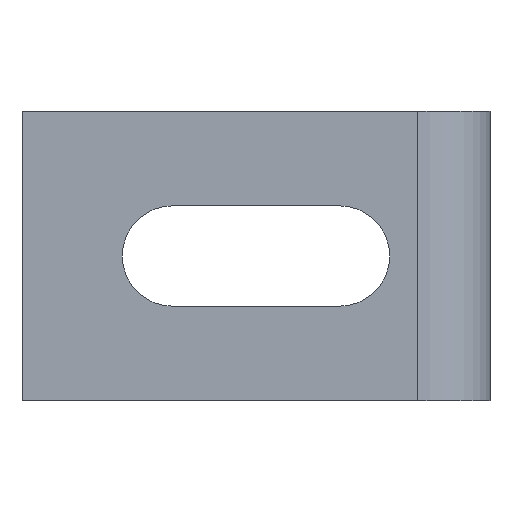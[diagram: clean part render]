
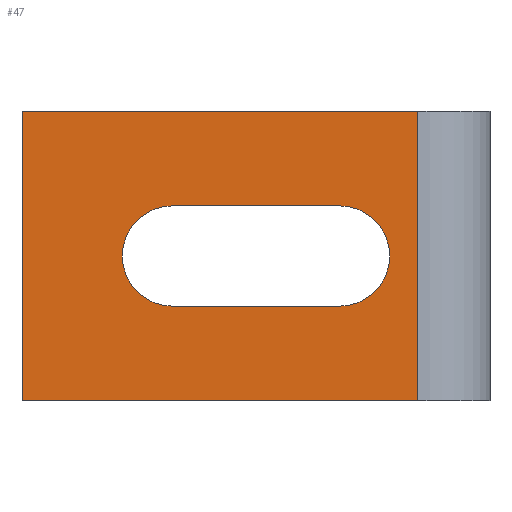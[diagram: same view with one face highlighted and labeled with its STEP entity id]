
A CAD part, left-side view. The second image highlights one B-rep face of the part: STEP entity #47.
In plain terms, the highlighted planar face has unit normal (-1, 0, 0).
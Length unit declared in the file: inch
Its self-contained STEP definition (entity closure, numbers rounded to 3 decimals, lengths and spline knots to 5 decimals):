
#47=ADVANCED_FACE('',(#106,#107),#108,.T.);
#106=FACE_BOUND('',#180,.T.);
#107=FACE_OUTER_BOUND('',#181,.T.);
#108=PLANE('',#182);
#180=EDGE_LOOP('',(#253,#254,#255,#256,#257,#258));
#181=EDGE_LOOP('',(#259,#260,#261,#262));
#182=AXIS2_PLACEMENT_3D('',#263,#264,#265);
#253=ORIENTED_EDGE('',*,*,#439,.T.);
#254=ORIENTED_EDGE('',*,*,#440,.T.);
#255=ORIENTED_EDGE('',*,*,#441,.T.);
#256=ORIENTED_EDGE('',*,*,#442,.T.);
#257=ORIENTED_EDGE('',*,*,#443,.T.);
#258=ORIENTED_EDGE('',*,*,#444,.T.);
#259=ORIENTED_EDGE('',*,*,#445,.T.);
#260=ORIENTED_EDGE('',*,*,#446,.F.);
#261=ORIENTED_EDGE('',*,*,#447,.F.);
#262=ORIENTED_EDGE('',*,*,#448,.T.);
#263=CARTESIAN_POINT('',(0.,1.51563,0.0));
#264=DIRECTION('',(-1.0,0.0,0.0));
#265=DIRECTION('',(0.0,1.0,0.0));
#439=EDGE_CURVE('',#518,#519,#520,.T.);
#440=EDGE_CURVE('',#519,#521,#522,.T.);
#441=EDGE_CURVE('',#521,#523,#524,.T.);
#442=EDGE_CURVE('',#523,#525,#526,.T.);
#443=EDGE_CURVE('',#525,#527,#528,.T.);
#444=EDGE_CURVE('',#527,#518,#529,.T.);
#445=EDGE_CURVE('',#530,#531,#532,.T.);
#446=EDGE_CURVE('',#533,#531,#534,.T.);
#447=EDGE_CURVE('',#535,#533,#536,.T.);
#448=EDGE_CURVE('',#535,#530,#537,.T.);
#518=VERTEX_POINT('',#631);
#519=VERTEX_POINT('',#632);
#520=CIRCLE('',#633,0.28125);
#521=VERTEX_POINT('',#634);
#522=CIRCLE('',#635,0.28125);
#523=VERTEX_POINT('',#636);
#524=LINE('',#637,#638);
#525=VERTEX_POINT('',#639);
#526=CIRCLE('',#640,0.28125);
#527=VERTEX_POINT('',#641);
#528=CIRCLE('',#642,0.28125);
#529=LINE('',#643,#644);
#530=VERTEX_POINT('',#645);
#531=VERTEX_POINT('',#646);
#532=LINE('',#647,#648);
#533=VERTEX_POINT('',#649);
#534=LINE('',#650,#651);
#535=VERTEX_POINT('',#652);
#536=LINE('',#653,#654);
#537=LINE('',#655,#656);
#631=CARTESIAN_POINT('',(0.,1.78125,-1.09375));
#632=CARTESIAN_POINT('',(0.,2.0625,-0.8125));
#633=AXIS2_PLACEMENT_3D('',#772,#773,#774);
#634=CARTESIAN_POINT('',(0.,1.78125,-0.53125));
#635=AXIS2_PLACEMENT_3D('',#775,#776,#777);
#636=CARTESIAN_POINT('',(0.,0.84375,-0.53125));
#637=CARTESIAN_POINT('',(0.,1.41406,-0.53125));
#638=VECTOR('',#778,1.0);
#639=CARTESIAN_POINT('',(0.,0.5625,-0.8125));
#640=AXIS2_PLACEMENT_3D('',#779,#780,#781);
#641=CARTESIAN_POINT('',(0.,0.84375,-1.09375));
#642=AXIS2_PLACEMENT_3D('',#782,#783,#784);
#643=CARTESIAN_POINT('',(0.,1.41406,-1.09375));
#644=VECTOR('',#785,1.0);
#645=CARTESIAN_POINT('',(0.,2.625,-1.625));
#646=CARTESIAN_POINT('',(0.,0.40625,-1.625));
#647=CARTESIAN_POINT('',(0.,2.625,-1.625));
#648=VECTOR('',#786,1.0);
#649=CARTESIAN_POINT('',(0.,0.40625,0.0));
#650=CARTESIAN_POINT('',(0.,0.40625,0.0));
#651=VECTOR('',#787,1.0);
#652=CARTESIAN_POINT('',(0.,2.625,0.0));
#653=CARTESIAN_POINT('',(0.,2.625,0.0));
#654=VECTOR('',#788,1.0);
#655=CARTESIAN_POINT('',(0.,2.625,0.0));
#656=VECTOR('',#789,1.0);
#772=CARTESIAN_POINT('',(0.,1.78125,-0.8125));
#773=DIRECTION('',(1.0,0.0,0.0));
#774=DIRECTION('',(0.0,-1.0,0.0));
#775=CARTESIAN_POINT('',(0.,1.78125,-0.8125));
#776=DIRECTION('',(1.0,0.0,0.0));
#777=DIRECTION('',(0.0,-1.0,0.0));
#778=DIRECTION('',(0.0,-1.0,0.));
#779=CARTESIAN_POINT('',(0.,0.84375,-0.8125));
#780=DIRECTION('',(1.0,0.0,0.0));
#781=DIRECTION('',(0.0,-1.0,0.0));
#782=CARTESIAN_POINT('',(0.,0.84375,-0.8125));
#783=DIRECTION('',(1.0,0.0,0.0));
#784=DIRECTION('',(0.0,-1.0,0.0));
#785=DIRECTION('',(0.0,1.0,0.0));
#786=DIRECTION('',(0.0,-1.0,0.0));
#787=DIRECTION('',(0.0,0.0,-1.0));
#788=DIRECTION('',(0.0,-1.0,0.0));
#789=DIRECTION('',(0.0,0.0,-1.0));
